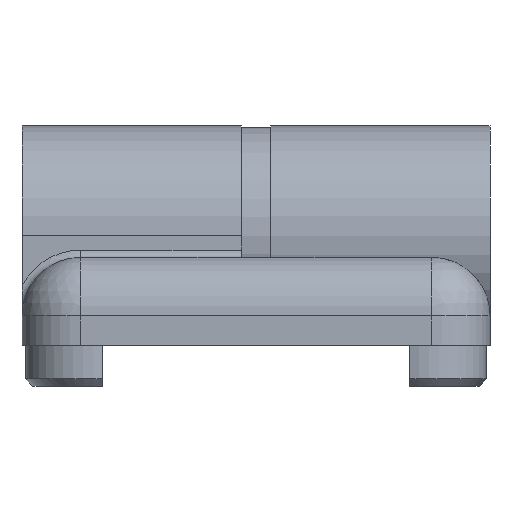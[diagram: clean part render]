
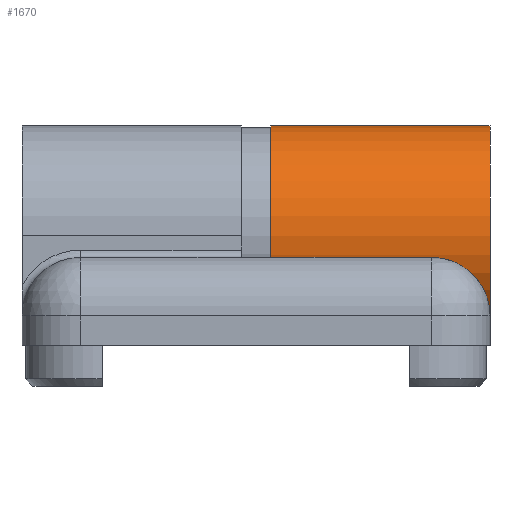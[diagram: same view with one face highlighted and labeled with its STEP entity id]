
A CAD part, left-side view. The second image highlights one B-rep face of the part: STEP entity #1670.
In plain terms, the highlighted cylindrical face has radius 7.5 mm (diameter 15 mm), a partial arc.
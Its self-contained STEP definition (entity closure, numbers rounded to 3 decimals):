
#124=LINE('',#2812,#256);
#138=LINE('',#2867,#270);
#256=VECTOR('',#2267,1000.);
#270=VECTOR('',#2307,1000.);
#343=CYLINDRICAL_SURFACE('',#1878,7.5);
#666=ORIENTED_EDGE('',*,*,#1001,.T.);
#667=ORIENTED_EDGE('',*,*,#978,.F.);
#668=ORIENTED_EDGE('',*,*,#984,.F.);
#669=ORIENTED_EDGE('',*,*,#1002,.T.);
#978=EDGE_CURVE('',#1169,#1162,#124,.T.);
#984=EDGE_CURVE('',#1175,#1169,#1268,.T.);
#1001=EDGE_CURVE('',#1186,#1162,#1273,.T.);
#1002=EDGE_CURVE('',#1175,#1186,#138,.T.);
#1162=VERTEX_POINT('',#2798);
#1169=VERTEX_POINT('',#2811);
#1175=VERTEX_POINT('',#2824);
#1186=VERTEX_POINT('',#2866);
#1268=CIRCLE('',#1870,7.5);
#1273=CIRCLE('',#1879,7.5);
#1378=EDGE_LOOP('',(#666,#667,#668,#669));
#1508=FACE_BOUND('',#1378,.T.);
#1670=ADVANCED_FACE('',(#1508),#343,.T.);
#1870=AXIS2_PLACEMENT_3D('',#2825,#2277,#2278);
#1878=AXIS2_PLACEMENT_3D('',#2864,#2303,#2304);
#1879=AXIS2_PLACEMENT_3D('',#2865,#2305,#2306);
#2267=DIRECTION('',(0.,0.,-1.));
#2277=DIRECTION('',(0.,0.,1.));
#2278=DIRECTION('',(1.,0.,0.));
#2303=DIRECTION('',(0.,0.,-1.));
#2304=DIRECTION('',(-1.,0.,0.));
#2305=DIRECTION('',(0.,0.,1.));
#2306=DIRECTION('',(1.,0.,0.));
#2307=DIRECTION('',(0.,0.,-1.));
#2798=CARTESIAN_POINT('',(0.,-7.5,1.));
#2811=CARTESIAN_POINT('',(0.,-7.5,16.));
#2812=CARTESIAN_POINT('',(0.,-7.5,16.));
#2824=CARTESIAN_POINT('',(7.5,0.,16.));
#2825=CARTESIAN_POINT('',(0.,0.,16.));
#2864=CARTESIAN_POINT('',(0.,0.,16.));
#2865=CARTESIAN_POINT('',(0.,0.,1.));
#2866=CARTESIAN_POINT('',(7.5,0.,1.));
#2867=CARTESIAN_POINT('',(7.5,0.,16.));
